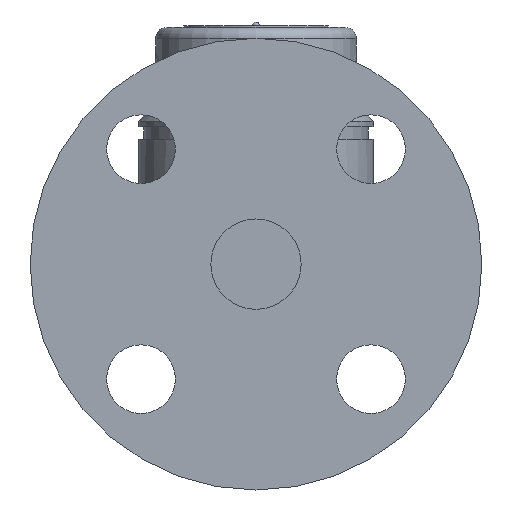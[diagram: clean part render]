
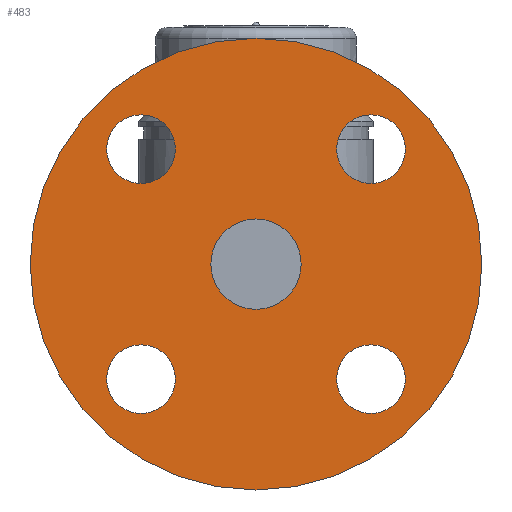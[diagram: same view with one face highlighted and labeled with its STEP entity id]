
A CAD part, left-side view. The second image highlights one B-rep face of the part: STEP entity #483.
In plain terms, the highlighted free-form (B-spline) face has degree [1, 1] with [2, 2] control points.
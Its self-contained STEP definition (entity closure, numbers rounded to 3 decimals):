
#257=CARTESIAN_POINT('',(-105.,-22.32,31.82));
#258=VERTEX_POINT('',#257);
#259=CARTESIAN_POINT('',(-105.,-31.82,31.82));
#260=DIRECTION('',(1.0,0.0,0.0));
#261=DIRECTION('',(0.0,1.0,0.0));
#262=AXIS2_PLACEMENT_3D('',#259,#260,#261);
#263=CIRCLE('',#262,9.5);
#264=EDGE_CURVE('',#258,#258,#263,.T.);
#277=CARTESIAN_POINT('',(-105.,-31.82,-22.32));
#278=VERTEX_POINT('',#277);
#279=CARTESIAN_POINT('',(-105.,-31.82,-31.82));
#280=DIRECTION('',(1.0,0.0,0.0));
#281=DIRECTION('',(0.0,0.0,1.0));
#282=AXIS2_PLACEMENT_3D('',#279,#280,#281);
#283=CIRCLE('',#282,9.5);
#284=EDGE_CURVE('',#278,#278,#283,.T.);
#297=CARTESIAN_POINT('',(-105.,22.32,-31.82));
#298=VERTEX_POINT('',#297);
#299=CARTESIAN_POINT('',(-105.,31.82,-31.82));
#300=DIRECTION('',(1.0,0.0,0.0));
#301=DIRECTION('',(0.0,-1.0,0.0));
#302=AXIS2_PLACEMENT_3D('',#299,#300,#301);
#303=CIRCLE('',#302,9.5);
#304=EDGE_CURVE('',#298,#298,#303,.T.);
#317=CARTESIAN_POINT('',(-105.,31.82,22.32));
#318=VERTEX_POINT('',#317);
#319=CARTESIAN_POINT('',(-105.,31.82,31.82));
#320=DIRECTION('',(1.0,0.0,0.0));
#321=DIRECTION('',(0.0,0.0,-1.0));
#322=AXIS2_PLACEMENT_3D('',#319,#320,#321);
#323=CIRCLE('',#322,9.5);
#324=EDGE_CURVE('',#318,#318,#323,.T.);
#396=CARTESIAN_POINT('',(-105.,0.0,62.5));
#397=VERTEX_POINT('',#396);
#398=CARTESIAN_POINT('',(-105.,0.0,0.));
#399=DIRECTION('',(-1.0,0.0,0.0));
#400=DIRECTION('',(0.0,0.0,1.0));
#401=AXIS2_PLACEMENT_3D('',#398,#399,#400);
#402=CIRCLE('',#401,62.5);
#403=EDGE_CURVE('',#397,#397,#402,.T.);
#437=CARTESIAN_POINT('',(-105.,0.0,12.5));
#438=VERTEX_POINT('',#437);
#439=CARTESIAN_POINT('',(-105.,0.0,0.));
#440=DIRECTION('',(-1.0,0.0,0.0));
#441=DIRECTION('',(0.0,0.0,1.0));
#442=AXIS2_PLACEMENT_3D('',#439,#440,#441);
#443=CIRCLE('',#442,12.5);
#444=EDGE_CURVE('',#438,#438,#443,.T.);
#460=CARTESIAN_POINT('',(-105.,62.5,62.5));
#461=CARTESIAN_POINT('',(-105.,62.5,-62.5));
#462=CARTESIAN_POINT('',(-105.,-62.5,62.5));
#463=CARTESIAN_POINT('',(-105.,-62.5,-62.5));
#464=B_SPLINE_SURFACE_WITH_KNOTS('',1,1,((#460,#462),(#461,#463)),.UNSPECIFIED.,.F.,.F.,.U.,(2,2),(2,2),(0.0,125.),(0.0,125.),.UNSPECIFIED.);
#465=ORIENTED_EDGE('',*,*,#403,.T.);
#466=EDGE_LOOP('',(#465));
#467=FACE_OUTER_BOUND('',#466,.T.);
#468=ORIENTED_EDGE('',*,*,#264,.T.);
#469=EDGE_LOOP('',(#468));
#470=FACE_BOUND('',#469,.T.);
#471=ORIENTED_EDGE('',*,*,#284,.T.);
#472=EDGE_LOOP('',(#471));
#473=FACE_BOUND('',#472,.T.);
#474=ORIENTED_EDGE('',*,*,#304,.T.);
#475=EDGE_LOOP('',(#474));
#476=FACE_BOUND('',#475,.T.);
#477=ORIENTED_EDGE('',*,*,#324,.T.);
#478=EDGE_LOOP('',(#477));
#479=FACE_BOUND('',#478,.T.);
#480=ORIENTED_EDGE('',*,*,#444,.F.);
#481=EDGE_LOOP('',(#480));
#482=FACE_BOUND('',#481,.T.);
#483=ADVANCED_FACE('',(#467,#470,#473,#476,#479,#482),#464,.T.);
